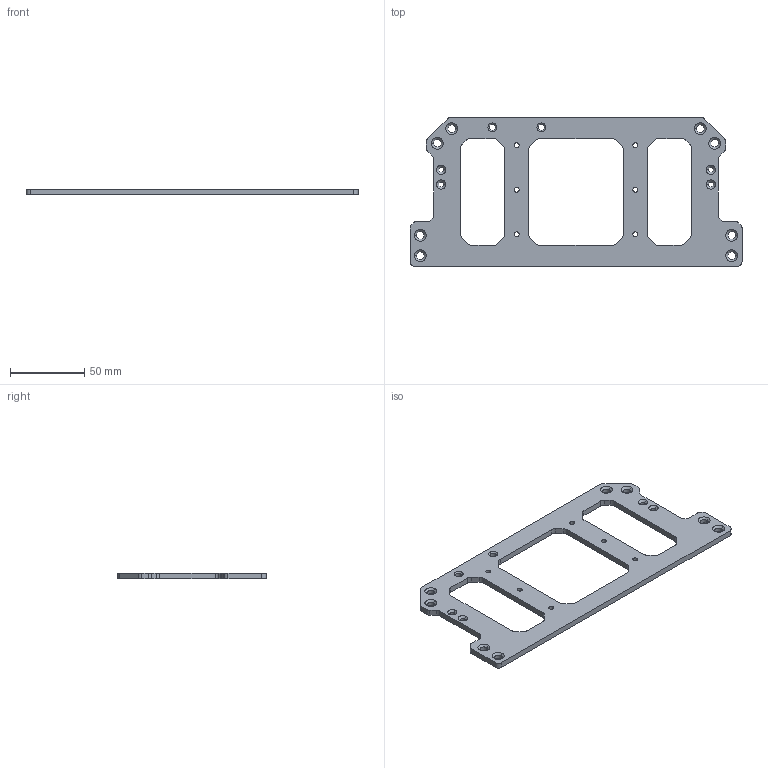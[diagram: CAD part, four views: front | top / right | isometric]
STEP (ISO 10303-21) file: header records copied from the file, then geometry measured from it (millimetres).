
FILE_DESCRIPTION (( 'STEP AP214' ), '1' );
FILE_NAME ('階啣V3_麥芛.STEP', '2025-07-28T16:23:12', ( '' ), ( '' ), 'SwSTEP 2.0', 'SolidWorks 2021', '' );
FILE_SCHEMA (( 'AUTOMOTIVE_DESIGN' ));
Length unit declared in the file: millimetre
Products named in the file (1): 階啣V3_麥芛
Bounding box: 223.6 x 100 x 4 mm (x, y, z)
Volume: 44426.2 mm3; surface area: 28321.1 mm2
Topology: 1 solids, 1 shells, 154 faces, 428 edges, 276 vertices
Faces by surface type: cylinder 82, plane 44, cone 28
Entity records: 5238 total; most frequent: DIRECTION 930, CARTESIAN_POINT 859, ORIENTED_EDGE 856, EDGE_CURVE 428, AXIS2_PLACEMENT_3D 347, VERTEX_POINT 276, VECTOR 236, LINE 236
